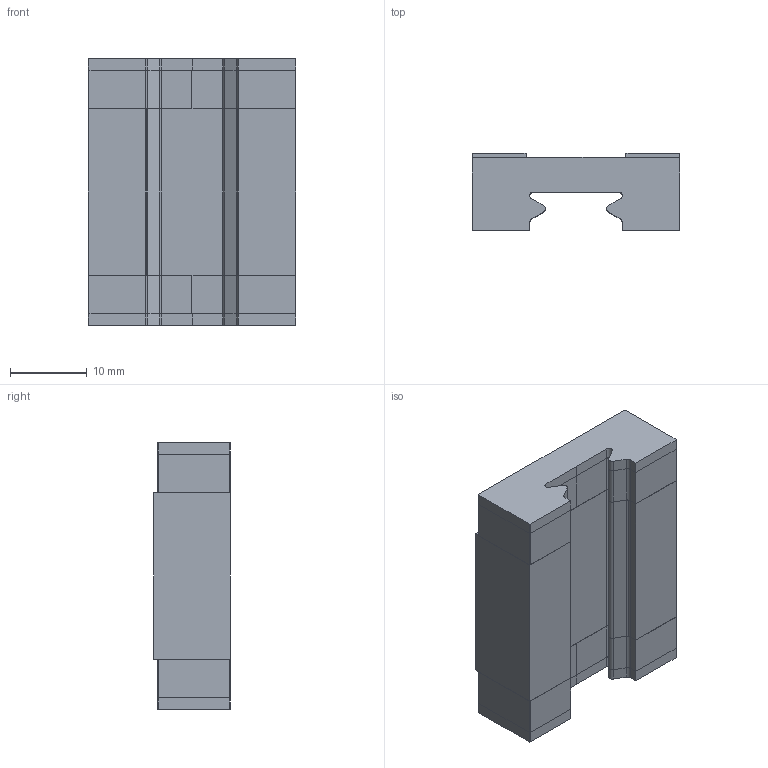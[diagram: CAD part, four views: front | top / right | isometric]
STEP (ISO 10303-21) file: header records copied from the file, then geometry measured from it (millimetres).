
FILE_DESCRIPTION(/* description */ (''),/* implementation_level */ '2;1');
FILE_NAME(/* name */ 'MGN12C.step',/* time_stamp */ '2022-03-15T08:30:36-06:00',/* author */ (''),/* organization */ (''),/* preprocessor_version */ 'ST-DEVELOPER v18.1',/* originating_system */ 'Autodesk Translation Framework v10.13.0.1454',/* authorisation */ '');
FILE_SCHEMA (('AUTOMOTIVE_DESIGN { 1 0 10303 214 3 1 1 }'));
Length unit declared in the file: millimetre
Products named in the file (1): MGN12C.f3d 
Bounding box: 27 x 10 x 34.7 mm (x, y, z)
Volume: 7101.8 mm3; surface area: 5262.4 mm2
Topology: 5 solids, 5 shells, 140 faces, 378 edges, 252 vertices
Faces by surface type: plane 85, cylinder 55
Full cylindrical faces by diameter (mm): 3.5 x4
Entity records: 4602 total; most frequent: CARTESIAN_POINT 771, DIRECTION 770, ORIENTED_EDGE 756, EDGE_CURVE 378, LINE 268, VECTOR 268, VERTEX_POINT 252, AXIS2_PLACEMENT_3D 251
